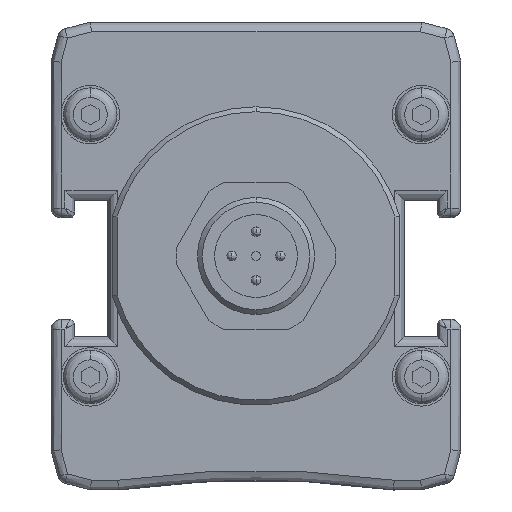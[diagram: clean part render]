
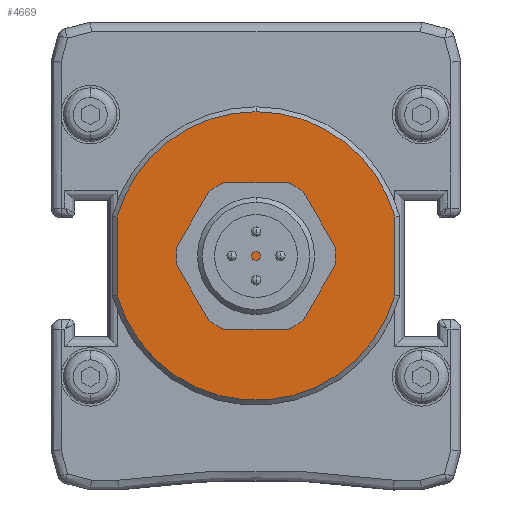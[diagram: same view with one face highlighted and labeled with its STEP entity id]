
A CAD part, front view. The second image highlights one B-rep face of the part: STEP entity #4669.
In plain terms, the highlighted planar face has unit normal (0, -1, 0).
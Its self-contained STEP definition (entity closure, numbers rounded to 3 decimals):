
#856 = EDGE_CURVE ( 'NONE', #5203, #3915, #9542, .T. ) ;
#922 = DIRECTION ( 'NONE',  ( 0., 0., 1. ) ) ;
#938 = DIRECTION ( 'NONE',  ( 0., 0., -1. ) ) ;
#1129 = PLANE ( 'NONE',  #11250 ) ;
#2156 = ORIENTED_EDGE ( 'NONE', *, *, #10578, .T. ) ;
#2162 = DIRECTION ( 'NONE',  ( 0., 0., -1. ) ) ;
#2224 = EDGE_CURVE ( 'NONE', #6407, #5203, #2738, .T. ) ;
#2738 = CIRCLE ( 'NONE', #12533, 14.8 ) ;
#2749 = CARTESIAN_POINT ( 'NONE',  ( -14.25, -571.5, 3.997 ) ) ;
#3776 = CARTESIAN_POINT ( 'NONE',  ( 0., -571.5, 0. ) ) ;
#3915 = VERTEX_POINT ( 'NONE', #11517 ) ;
#3992 = ORIENTED_EDGE ( 'NONE', *, *, #856, .T. ) ;
#4298 = AXIS2_PLACEMENT_3D ( 'NONE', #11055, #4899, #12092 ) ;
#4431 = VERTEX_POINT ( 'NONE', #2749 ) ;
#4555 = CIRCLE ( 'NONE', #11273, 14.8 ) ;
#4669 = ADVANCED_FACE ( 'NONE', ( #8248 ), #1129, .T. ) ;
#4814 = DIRECTION ( 'NONE',  ( 0., 0., -1. ) ) ;
#4899 = DIRECTION ( 'NONE',  ( 0., -1., 0. ) ) ;
#5084 = CARTESIAN_POINT ( 'NONE',  ( 0., -571.5, 14.8 ) ) ;
#5203 = VERTEX_POINT ( 'NONE', #12493 ) ;
#5226 = LINE ( 'NONE', #5448, #11029 ) ;
#5237 = EDGE_LOOP ( 'NONE', ( #10007, #7608, #3992, #6537, #2156 ) ) ;
#5448 = CARTESIAN_POINT ( 'NONE',  ( -14.25, -571.5, 0. ) ) ;
#6248 = CARTESIAN_POINT ( 'NONE',  ( 0., -571.5, 0. ) ) ;
#6407 = VERTEX_POINT ( 'NONE', #8818 ) ;
#6537 = ORIENTED_EDGE ( 'NONE', *, *, #10061, .T. ) ;
#7088 = DIRECTION ( 'NONE',  ( 0., -1., 0. ) ) ;
#7608 = ORIENTED_EDGE ( 'NONE', *, *, #2224, .T. ) ;
#8248 = FACE_OUTER_BOUND ( 'NONE', #5237, .T. ) ;
#8330 = DIRECTION ( 'NONE',  ( 0., -1., 0. ) ) ;
#8818 = CARTESIAN_POINT ( 'NONE',  ( -14.25, -571.5, -3.997 ) ) ;
#9128 = EDGE_CURVE ( 'NONE', #4431, #6407, #5226, .T. ) ;
#9542 = LINE ( 'NONE', #13242, #12293 ) ;
#10007 = ORIENTED_EDGE ( 'NONE', *, *, #9128, .T. ) ;
#10061 = EDGE_CURVE ( 'NONE', #3915, #13221, #4555, .T. ) ;
#10471 = CIRCLE ( 'NONE', #4298, 14.8 ) ;
#10578 = EDGE_CURVE ( 'NONE', #13221, #4431, #10471, .T. ) ;
#10969 = DIRECTION ( 'NONE',  ( 0., -1., 0. ) ) ;
#11029 = VECTOR ( 'NONE', #12666, 1000. ) ;
#11055 = CARTESIAN_POINT ( 'NONE',  ( 0., -571.5, 0. ) ) ;
#11250 = AXIS2_PLACEMENT_3D ( 'NONE', #6248, #8330, #2162 ) ;
#11273 = AXIS2_PLACEMENT_3D ( 'NONE', #3776, #10969, #4814 ) ;
#11517 = CARTESIAN_POINT ( 'NONE',  ( 14.25, -571.5, 3.997 ) ) ;
#12092 = DIRECTION ( 'NONE',  ( 0., 0., -1. ) ) ;
#12293 = VECTOR ( 'NONE', #922, 1000. ) ;
#12493 = CARTESIAN_POINT ( 'NONE',  ( 14.25, -571.5, -3.997 ) ) ;
#12533 = AXIS2_PLACEMENT_3D ( 'NONE', #13273, #7088, #938 ) ;
#12666 = DIRECTION ( 'NONE',  ( 0., 0., -1. ) ) ;
#13221 = VERTEX_POINT ( 'NONE', #5084 ) ;
#13242 = CARTESIAN_POINT ( 'NONE',  ( 14.25, -571.5, 4.065 ) ) ;
#13273 = CARTESIAN_POINT ( 'NONE',  ( 0., -571.5, 0. ) ) ;
